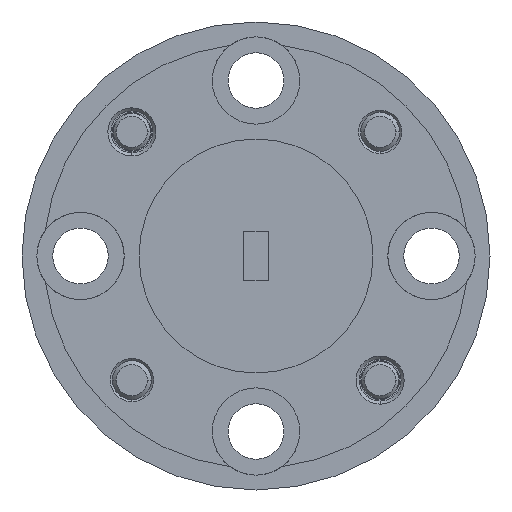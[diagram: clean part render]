
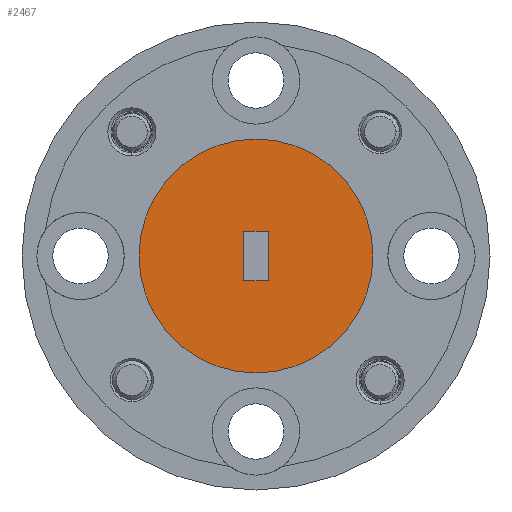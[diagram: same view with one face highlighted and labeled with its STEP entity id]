
A CAD part, left-side view. The second image highlights one B-rep face of the part: STEP entity #2467.
In plain terms, the highlighted planar face has unit normal (-1, 0, 0).
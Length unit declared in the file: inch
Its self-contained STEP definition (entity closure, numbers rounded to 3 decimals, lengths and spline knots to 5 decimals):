
#200 = VECTOR ( 'NONE', #1822, 39.37008 ) ;
#310 = CIRCLE ( 'NONE', #3272, 0.1875 ) ;
#314 = CARTESIAN_POINT ( 'NONE',  ( -2.75861, 0.94385, 0.60419 ) ) ;
#421 = AXIS2_PLACEMENT_3D ( 'NONE', #1764, #3267, #2849 ) ;
#484 = CARTESIAN_POINT ( 'NONE',  ( -2.75861, 0.90385, 0.52419 ) ) ;
#561 = DIRECTION ( 'NONE',  ( 0., 0., -1. ) ) ;
#640 = CIRCLE ( 'NONE', #421, 0.1875 ) ;
#795 = FACE_OUTER_BOUND ( 'NONE', #4054, .T. ) ;
#894 = DIRECTION ( 'NONE',  ( 1., 0., 0. ) ) ;
#1153 = VERTEX_POINT ( 'NONE', #1243 ) ;
#1243 = CARTESIAN_POINT ( 'NONE',  ( -2.75861, 0.90385, 0.60419 ) ) ;
#1474 = EDGE_CURVE ( 'NONE', #1515, #3028, #2198, .T. ) ;
#1515 = VERTEX_POINT ( 'NONE', #484 ) ;
#1584 = CARTESIAN_POINT ( 'NONE',  ( -2.75861, 0.92385, 0.56419 ) ) ;
#1613 = EDGE_CURVE ( 'NONE', #3028, #2370, #4476, .T. ) ;
#1742 = ORIENTED_EDGE ( 'NONE', *, *, #1474, .T. ) ;
#1764 = CARTESIAN_POINT ( 'NONE',  ( -2.75861, 0.92385, 0.56419 ) ) ;
#1822 = DIRECTION ( 'NONE',  ( 0., -1., 0. ) ) ;
#1859 = DIRECTION ( 'NONE',  ( 0., 1., 0. ) ) ;
#1967 = CARTESIAN_POINT ( 'NONE',  ( -2.75861, 0.73635, 0.56419 ) ) ;
#2059 = VECTOR ( 'NONE', #561, 39.37008 ) ;
#2198 = LINE ( 'NONE', #3619, #3417 ) ;
#2284 = FACE_BOUND ( 'NONE', #2795, .T. ) ;
#2370 = VERTEX_POINT ( 'NONE', #314 ) ;
#2376 = EDGE_CURVE ( 'NONE', #2370, #1153, #2495, .T. ) ;
#2399 = LINE ( 'NONE', #4450, #2059 ) ;
#2467 = ADVANCED_FACE ( 'NONE', ( #2284, #795 ), #3655, .T. ) ;
#2472 = VERTEX_POINT ( 'NONE', #2978 ) ;
#2495 = LINE ( 'NONE', #4240, #200 ) ;
#2563 = ORIENTED_EDGE ( 'NONE', *, *, #2656, .T. ) ;
#2656 = EDGE_CURVE ( 'NONE', #1153, #1515, #2399, .T. ) ;
#2795 = EDGE_LOOP ( 'NONE', ( #3885, #2563, #1742, #3723 ) ) ;
#2819 = VECTOR ( 'NONE', #3469, 39.37008 ) ;
#2849 = DIRECTION ( 'NONE',  ( 0., 1., 0. ) ) ;
#2911 = DIRECTION ( 'NONE',  ( 0., -1., 0. ) ) ;
#2926 = CARTESIAN_POINT ( 'NONE',  ( -2.75861, 0.94385, 0.52419 ) ) ;
#2978 = CARTESIAN_POINT ( 'NONE',  ( -2.75861, 1.11135, 0.56419 ) ) ;
#3009 = AXIS2_PLACEMENT_3D ( 'NONE', #4384, #3324, #2911 ) ;
#3028 = VERTEX_POINT ( 'NONE', #2926 ) ;
#3033 = DIRECTION ( 'NONE',  ( 0., 1., 0. ) ) ;
#3058 = ORIENTED_EDGE ( 'NONE', *, *, #3822, .F. ) ;
#3168 = EDGE_CURVE ( 'NONE', #4400, #2472, #310, .T. ) ;
#3267 = DIRECTION ( 'NONE',  ( 1., 0., 0. ) ) ;
#3272 = AXIS2_PLACEMENT_3D ( 'NONE', #1584, #894, #3033 ) ;
#3324 = DIRECTION ( 'NONE',  ( -1., 0., 0. ) ) ;
#3417 = VECTOR ( 'NONE', #1859, 39.37008 ) ;
#3433 = ORIENTED_EDGE ( 'NONE', *, *, #3168, .F. ) ;
#3469 = DIRECTION ( 'NONE',  ( 0., 0., 1. ) ) ;
#3619 = CARTESIAN_POINT ( 'NONE',  ( -2.75861, 0.90385, 0.52419 ) ) ;
#3655 = PLANE ( 'NONE',  #3009 ) ;
#3723 = ORIENTED_EDGE ( 'NONE', *, *, #1613, .T. ) ;
#3791 = CARTESIAN_POINT ( 'NONE',  ( -2.75861, 0.94385, 0.52419 ) ) ;
#3822 = EDGE_CURVE ( 'NONE', #2472, #4400, #640, .T. ) ;
#3885 = ORIENTED_EDGE ( 'NONE', *, *, #2376, .T. ) ;
#4054 = EDGE_LOOP ( 'NONE', ( #3058, #3433 ) ) ;
#4240 = CARTESIAN_POINT ( 'NONE',  ( -2.75861, 0.90385, 0.60419 ) ) ;
#4384 = CARTESIAN_POINT ( 'NONE',  ( -2.75861, 0.92385, 0.56419 ) ) ;
#4400 = VERTEX_POINT ( 'NONE', #1967 ) ;
#4450 = CARTESIAN_POINT ( 'NONE',  ( -2.75861, 0.90385, 0.52419 ) ) ;
#4476 = LINE ( 'NONE', #3791, #2819 ) ;
